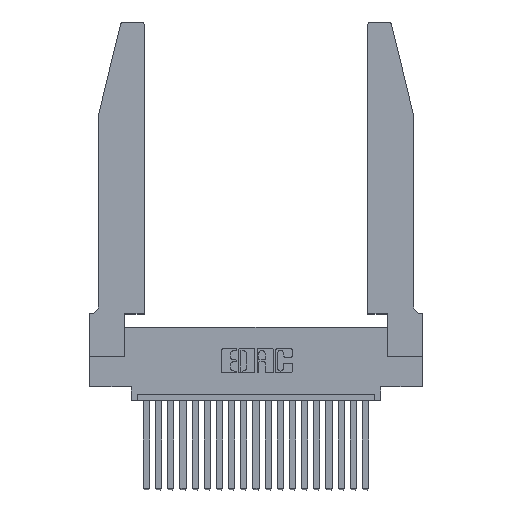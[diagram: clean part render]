
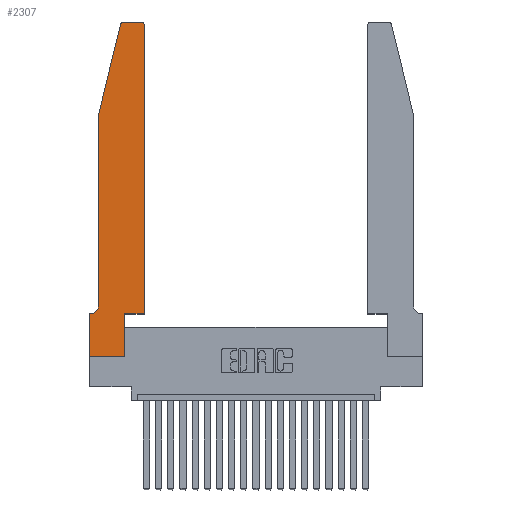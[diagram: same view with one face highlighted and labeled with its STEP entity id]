
A CAD part, top view. The second image highlights one B-rep face of the part: STEP entity #2307.
In plain terms, the highlighted planar face has unit normal (0, 0, 1).
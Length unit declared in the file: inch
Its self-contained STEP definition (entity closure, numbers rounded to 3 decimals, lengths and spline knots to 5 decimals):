
#122 = CARTESIAN_POINT ( 'NONE',  ( 0.4205, 2.72, 0.37 ) ) ;
#806 = VERTEX_POINT ( 'NONE', #17990 ) ;
#902 = ORIENTED_EDGE ( 'NONE', *, *, #4943, .T. ) ;
#1084 = AXIS2_PLACEMENT_3D ( 'NONE', #15963, #17768, #5700 ) ;
#1247 = CARTESIAN_POINT ( 'NONE',  ( 0., 0., 0.37 ) ) ;
#1284 = VERTEX_POINT ( 'NONE', #15872 ) ;
#1511 = FACE_OUTER_BOUND ( 'NONE', #4648, .T. ) ;
#1592 = DIRECTION ( 'NONE',  ( -0.239, -0.971, 0. ) ) ;
#1602 = EDGE_CURVE ( 'NONE', #1284, #10985, #9363, .T. ) ;
#2285 = EDGE_CURVE ( 'NONE', #14439, #806, #8469, .T. ) ;
#2307 = ADVANCED_FACE ( 'NONE', ( #1511 ), #3383, .T. ) ;
#2482 = LINE ( 'NONE', #18629, #20878 ) ;
#2598 = EDGE_CURVE ( 'NONE', #20907, #19604, #6582, .T. ) ;
#2861 = CARTESIAN_POINT ( 'NONE',  ( 0.0755, 2., 0.37 ) ) ;
#3301 = EDGE_CURVE ( 'NONE', #19604, #14439, #17248, .T. ) ;
#3383 = PLANE ( 'NONE',  #5889 ) ;
#3461 = DIRECTION ( 'NONE',  ( 1., 0., 0. ) ) ;
#3473 = LINE ( 'NONE', #9167, #20291 ) ;
#3533 = DIRECTION ( 'NONE',  ( 1., 0., 0. ) ) ;
#4374 = VECTOR ( 'NONE', #9695, 39.37008 ) ;
#4413 = VERTEX_POINT ( 'NONE', #14854 ) ;
#4648 = EDGE_LOOP ( 'NONE', ( #15412, #20188, #902, #10049, #20515, #21415, #7328, #8824, #13209, #9864, #12906, #20381 ) ) ;
#4899 = LINE ( 'NONE', #6236, #4374 ) ;
#4943 = EDGE_CURVE ( 'NONE', #18493, #15903, #2482, .T. ) ;
#5700 = DIRECTION ( 'NONE',  ( -1., 0., 0. ) ) ;
#5787 = CARTESIAN_POINT ( 'NONE',  ( 0.284, 2.72, 0.37 ) ) ;
#5889 = AXIS2_PLACEMENT_3D ( 'NONE', #17130, #6862, #3461 ) ;
#6014 = AXIS2_PLACEMENT_3D ( 'NONE', #5787, #14494, #17932 ) ;
#6030 = CARTESIAN_POINT ( 'NONE',  ( 0., 0., 0.37 ) ) ;
#6236 = CARTESIAN_POINT ( 'NONE',  ( 0.2865, 0.35, 0.37 ) ) ;
#6241 = EDGE_CURVE ( 'NONE', #8331, #8548, #3473, .T. ) ;
#6301 = EDGE_CURVE ( 'NONE', #12497, #20907, #7753, .T. ) ;
#6367 = VECTOR ( 'NONE', #21368, 39.37008 ) ;
#6582 = LINE ( 'NONE', #16022, #13025 ) ;
#6743 = EDGE_CURVE ( 'NONE', #10985, #4413, #11277, .T. ) ;
#6766 = CARTESIAN_POINT ( 'NONE',  ( 0.25487, 2.72718, 0.37 ) ) ;
#6862 = DIRECTION ( 'NONE',  ( 0., 0., 1. ) ) ;
#6864 = EDGE_CURVE ( 'NONE', #15903, #12497, #20546, .T. ) ;
#7046 = DIRECTION ( 'NONE',  ( 0., 0., 1. ) ) ;
#7328 = ORIENTED_EDGE ( 'NONE', *, *, #3301, .T. ) ;
#7753 = CIRCLE ( 'NONE', #1084, 0.07 ) ;
#8158 = AXIS2_PLACEMENT_3D ( 'NONE', #122, #7046, #20708 ) ;
#8331 = VERTEX_POINT ( 'NONE', #19676 ) ;
#8469 = LINE ( 'NONE', #1247, #12514 ) ;
#8515 = VECTOR ( 'NONE', #20905, 39.37008 ) ;
#8548 = VERTEX_POINT ( 'NONE', #11175 ) ;
#8824 = ORIENTED_EDGE ( 'NONE', *, *, #2285, .T. ) ;
#9167 = CARTESIAN_POINT ( 'NONE',  ( 0.4505, 0.35, 0.37 ) ) ;
#9305 = DIRECTION ( 'NONE',  ( 1., 0., 0. ) ) ;
#9363 = CIRCLE ( 'NONE', #8158, 0.03 ) ;
#9695 = DIRECTION ( 'NONE',  ( 0., 1., 0. ) ) ;
#9864 = ORIENTED_EDGE ( 'NONE', *, *, #6241, .T. ) ;
#9898 = DIRECTION ( 'NONE',  ( 0., -1., 0. ) ) ;
#9933 = DIRECTION ( 'NONE',  ( 0., 1., 0. ) ) ;
#10049 = ORIENTED_EDGE ( 'NONE', *, *, #6864, .T. ) ;
#10598 = CARTESIAN_POINT ( 'NONE',  ( 0.2605, 2.75, 0.37 ) ) ;
#10829 = DIRECTION ( 'NONE',  ( -1., 0., 0. ) ) ;
#10985 = VERTEX_POINT ( 'NONE', #17158 ) ;
#11122 = CARTESIAN_POINT ( 'NONE',  ( 0.4505, 0.35, 0.37 ) ) ;
#11175 = CARTESIAN_POINT ( 'NONE',  ( 0.4505, 0.35, 0.37 ) ) ;
#11265 = CARTESIAN_POINT ( 'NONE',  ( 0.0755, 2., 0.37 ) ) ;
#11277 = LINE ( 'NONE', #10598, #8515 ) ;
#11566 = CARTESIAN_POINT ( 'NONE',  ( 0.0755, 0.42, 0.37 ) ) ;
#12497 = VERTEX_POINT ( 'NONE', #11566 ) ;
#12514 = VECTOR ( 'NONE', #3533, 39.37008 ) ;
#12906 = ORIENTED_EDGE ( 'NONE', *, *, #14763, .T. ) ;
#13025 = VECTOR ( 'NONE', #10829, 39.37008 ) ;
#13052 = EDGE_CURVE ( 'NONE', #4413, #18493, #18622, .T. ) ;
#13209 = ORIENTED_EDGE ( 'NONE', *, *, #19716, .T. ) ;
#13454 = LINE ( 'NONE', #11122, #17474 ) ;
#13974 = CARTESIAN_POINT ( 'NONE',  ( 0., 0.35, 0.37 ) ) ;
#14439 = VERTEX_POINT ( 'NONE', #6030 ) ;
#14494 = DIRECTION ( 'NONE',  ( 0., 0., 1. ) ) ;
#14763 = EDGE_CURVE ( 'NONE', #8548, #1284, #13454, .T. ) ;
#14854 = CARTESIAN_POINT ( 'NONE',  ( 0.284, 2.75, 0.37 ) ) ;
#15412 = ORIENTED_EDGE ( 'NONE', *, *, #6743, .T. ) ;
#15872 = CARTESIAN_POINT ( 'NONE',  ( 0.4505, 2.72, 0.37 ) ) ;
#15903 = VERTEX_POINT ( 'NONE', #11265 ) ;
#15963 = CARTESIAN_POINT ( 'NONE',  ( 0.0055, 0.42, 0.37 ) ) ;
#16022 = CARTESIAN_POINT ( 'NONE',  ( 0.0755, 0.35, 0.37 ) ) ;
#17130 = CARTESIAN_POINT ( 'NONE',  ( 0., 0.35, 0.37 ) ) ;
#17158 = CARTESIAN_POINT ( 'NONE',  ( 0.4205, 2.75, 0.37 ) ) ;
#17248 = LINE ( 'NONE', #21721, #20679 ) ;
#17283 = CARTESIAN_POINT ( 'NONE',  ( 0.0055, 0.35, 0.37 ) ) ;
#17474 = VECTOR ( 'NONE', #9933, 39.37008 ) ;
#17768 = DIRECTION ( 'NONE',  ( 0., 0., -1. ) ) ;
#17932 = DIRECTION ( 'NONE',  ( 1., 0., 0. ) ) ;
#17990 = CARTESIAN_POINT ( 'NONE',  ( 0.2865, 0., 0.37 ) ) ;
#18493 = VERTEX_POINT ( 'NONE', #6766 ) ;
#18622 = CIRCLE ( 'NONE', #6014, 0.03 ) ;
#18629 = CARTESIAN_POINT ( 'NONE',  ( 0.0755, 2., 0.37 ) ) ;
#19604 = VERTEX_POINT ( 'NONE', #13974 ) ;
#19676 = CARTESIAN_POINT ( 'NONE',  ( 0.2865, 0.35, 0.37 ) ) ;
#19716 = EDGE_CURVE ( 'NONE', #806, #8331, #4899, .T. ) ;
#20188 = ORIENTED_EDGE ( 'NONE', *, *, #13052, .T. ) ;
#20291 = VECTOR ( 'NONE', #9305, 39.37008 ) ;
#20381 = ORIENTED_EDGE ( 'NONE', *, *, #1602, .T. ) ;
#20515 = ORIENTED_EDGE ( 'NONE', *, *, #6301, .T. ) ;
#20546 = LINE ( 'NONE', #2861, #6367 ) ;
#20679 = VECTOR ( 'NONE', #9898, 39.37008 ) ;
#20708 = DIRECTION ( 'NONE',  ( 1., 0., 0. ) ) ;
#20878 = VECTOR ( 'NONE', #1592, 39.37008 ) ;
#20905 = DIRECTION ( 'NONE',  ( -1., 0., 0. ) ) ;
#20907 = VERTEX_POINT ( 'NONE', #17283 ) ;
#21368 = DIRECTION ( 'NONE',  ( 0., -1., 0. ) ) ;
#21415 = ORIENTED_EDGE ( 'NONE', *, *, #2598, .T. ) ;
#21721 = CARTESIAN_POINT ( 'NONE',  ( 0., 0., 0.37 ) ) ;
